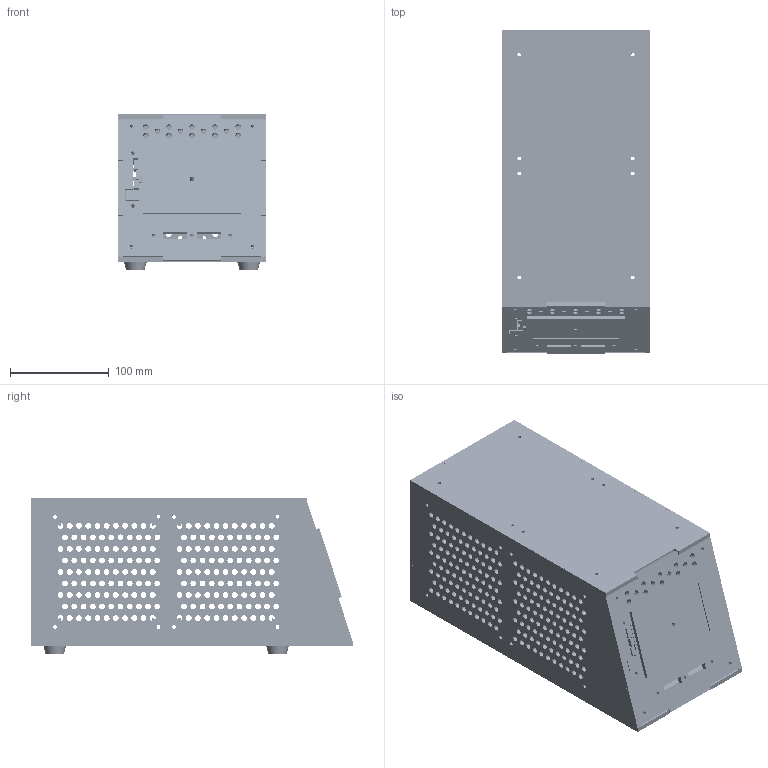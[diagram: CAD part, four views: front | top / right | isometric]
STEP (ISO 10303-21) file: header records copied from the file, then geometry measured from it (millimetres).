
FILE_DESCRIPTION(('FreeCAD Model'),'2;1');
FILE_NAME('Open CASCADE Shape Model','2025-04-30T10:21:11',('FreeCAD'),( 'FreeCAD'),'Open CASCADE STEP processor 7.6','FreeCAD','Unknown');
FILE_SCHEMA(('AUTOMOTIVE_DESIGN { 1 0 10303 214 1 1 1 1 }'));
Products named in the file (1): Open CASCADE STEP translator 7.6 1
Bounding box: 149.53 x 327.19 x 157.71 mm (x, y, z)
Volume: 1232854.3 mm3; surface area: 591199 mm2
Topology: 21 solids, 21 shells, 1574 faces, 4513 edges, 2969 vertices
Faces by surface type: bspline 1574
Entity records: 60751 total; most frequent: CARTESIAN_POINT 32948, ORIENTED_EDGE 9026, EDGE_CURVE 4513, VERTEX_POINT 2969, FACE_BOUND 2960, EDGE_LOOP 2960, B_SPLINE_CURVE_WITH_KNOTS 2931, ADVANCED_FACE 1574
